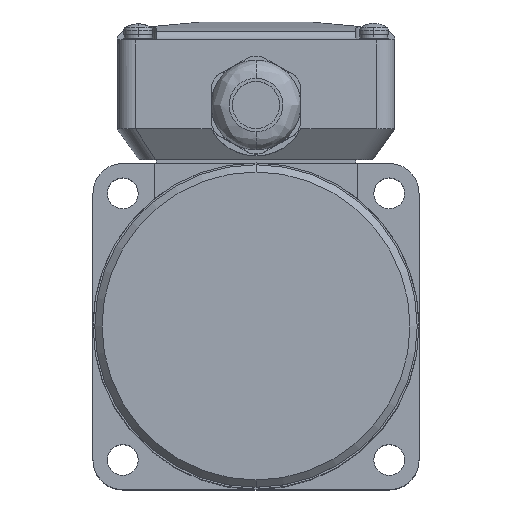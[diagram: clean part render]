
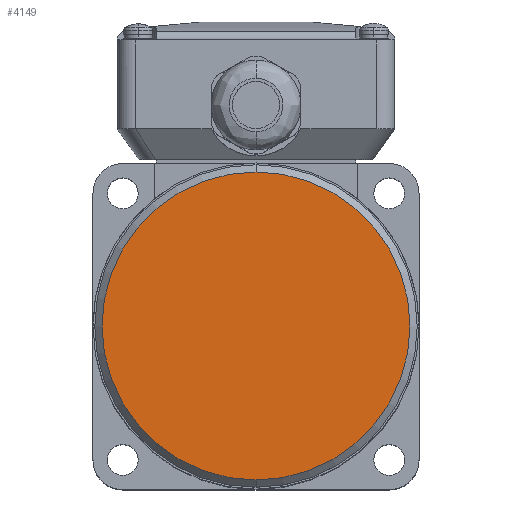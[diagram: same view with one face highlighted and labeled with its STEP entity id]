
A CAD part, top view. The second image highlights one B-rep face of the part: STEP entity #4149.
In plain terms, the highlighted planar face has unit normal (0, 0, 1).
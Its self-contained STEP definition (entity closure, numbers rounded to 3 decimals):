
#267 = CARTESIAN_POINT ( 'NONE',  ( 0., 0., 105. ) ) ;
#268 = DIRECTION ( 'NONE',  ( 0., 0., -1. ) ) ;
#269 = DIRECTION ( 'NONE',  ( 0., 1., 0. ) ) ;
#772 = VERTEX_POINT ( 'NONE', #6294 ) ;
#773 = VERTEX_POINT ( 'NONE', #6295 ) ;
#1709 = PLANE ( 'NONE',  #6396 ) ;
#1710 = CARTESIAN_POINT ( 'NONE',  ( 0., 44.5, 105. ) ) ;
#1711 = DIRECTION ( 'NONE',  ( 0., 0., 1. ) ) ;
#1712 = DIRECTION ( 'NONE',  ( 0., -1., 0. ) ) ;
#2294 = ORIENTED_EDGE ( 'NONE', *, *, #4207, .F. ) ;
#2332 = ORIENTED_EDGE ( 'NONE', *, *, #2651, .F. ) ;
#2651 = EDGE_CURVE ( 'NONE', #773, #772, #3649, .T. ) ;
#3528 = CARTESIAN_POINT ( 'NONE',  ( 0., 0., 105. ) ) ;
#3529 = DIRECTION ( 'NONE',  ( 0., 0., -1. ) ) ;
#3530 = DIRECTION ( 'NONE',  ( 0., 1., 0. ) ) ;
#3649 = CIRCLE ( 'NONE', #3650, 42.5 ) ;
#3650 = AXIS2_PLACEMENT_3D ( 'NONE', #3528, #3529, #3530 ) ;
#4149 = ADVANCED_FACE ( 'NONE', ( #8335 ), #1709, .T. ) ;
#4207 = EDGE_CURVE ( 'NONE', #772, #773, #8621, .T. ) ;
#4964 = EDGE_LOOP ( 'NONE', ( #2294, #2332 ) ) ;
#6294 = CARTESIAN_POINT ( 'NONE',  ( 0., 42.5, 105. ) ) ;
#6295 = CARTESIAN_POINT ( 'NONE',  ( 0., -42.5, 105. ) ) ;
#6396 = AXIS2_PLACEMENT_3D ( 'NONE', #1710, #1711, #1712 ) ;
#8335 = FACE_OUTER_BOUND ( 'NONE', #4964, .T. ) ;
#8621 = CIRCLE ( 'NONE', #8626, 42.5 ) ;
#8626 = AXIS2_PLACEMENT_3D ( 'NONE', #267, #268, #269 ) ;
